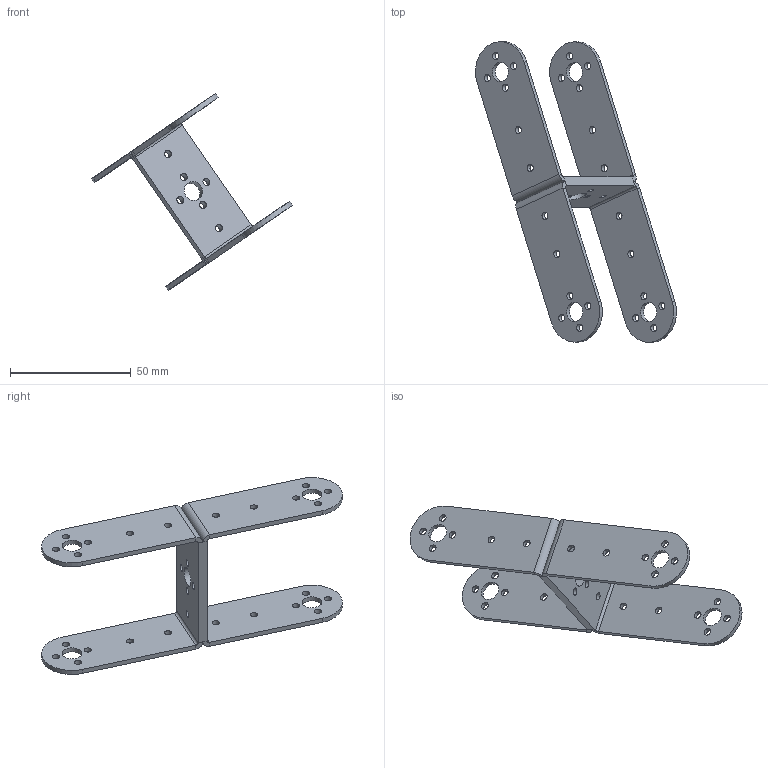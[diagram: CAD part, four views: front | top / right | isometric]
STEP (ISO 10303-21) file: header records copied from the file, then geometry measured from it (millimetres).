
FILE_DESCRIPTION(/* description */ (''),/* implementation_level */ '2;1');
FILE_NAME(/* name */ 'Joint_2_modelo_6R_ipt_1a3af6e0.STEP',/* time_stamp */ '2020-07-01T16:50:51-05:00',/* author */ ('Daniel Caycedo'),/* organization */ (''),/* preprocessor_version */ 'ST-DEVELOPER v16.5',/* originating_system */ 'Autodesk Inventor 2017',/* authorisation */ '');
FILE_SCHEMA (('AUTOMOTIVE_DESIGN { 1 0 10303 214 3 1 1 }'));
Length unit declared in the file: millimetre
Products named in the file (1): Joint_2_modelo_6R
Bounding box: 83.04 x 124.23 x 81.43 mm (x, y, z)
Volume: 16479.7 mm3; surface area: 16709.6 mm2
Topology: 1 solids, 1 shells, 75 faces, 187 edges, 114 vertices
Faces by surface type: cylinder 47, plane 28
Full cylindrical faces by diameter (mm): 3 x30, 8 x5
Entity records: 2310 total; most frequent: DIRECTION 398, CARTESIAN_POINT 342, ORIENTED_EDGE 304, EDGE_LOOP 180, AXIS2_PLACEMENT_3D 170, EDGE_CURVE 152, VERTEX_POINT 114, FACE_BOUND 105
